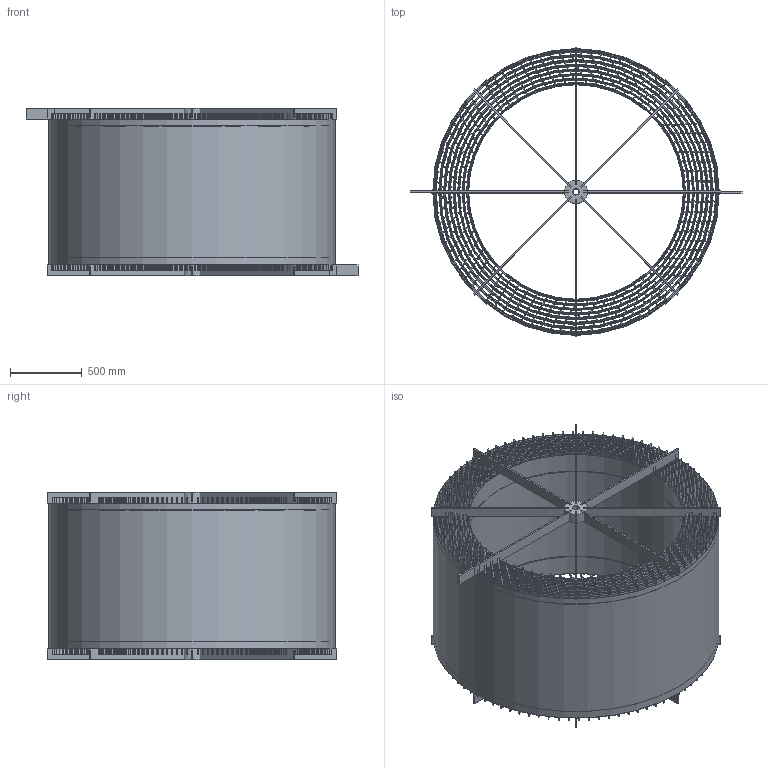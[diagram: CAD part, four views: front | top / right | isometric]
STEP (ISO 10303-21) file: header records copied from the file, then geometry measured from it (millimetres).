
FILE_DESCRIPTION(('FreeCAD Model'),'2;1');
FILE_NAME('Open CASCADE Shape Model','2022-12-21T11:40:54',(''),(''), 'Open CASCADE STEP processor 7.6','FreeCAD','Unknown');
FILE_SCHEMA(('AUTOMOTIVE_DESIGN { 1 0 10303 214 1 1 1 1 }'));
Length unit declared in the file: millimetre
Products named in the file (77): Reator 94; Fibra_interna_1; camada_1; camada_2; camada_3; camada_4; Fibra_externa_1; separador_0; Array; Fibra_interna_2; camada_5; camada_6; camada_7; Fibra_externa_2; separador_1; Array001; Fibra_interna_3; camada_8; camada_9; camada_10; Fibra_externa_3; separador_2; Array002; Fibra_interna_4; camada_11; camada_12; camada_13; Fibra_externa_4; separador_3; Array003; Fibra_interna_5; camada_14; camada_15; camada_16; Fibra_externa_5; separador_4; Array004; Fibra_interna_6; camada_17; camada_18 ...
Assembly tree (615 placements, depth 3):
  Reator 94
    Fibra_interna_1
    camada_1
    camada_2
    camada_3
    camada_4
    Fibra_externa_1
    separador_0
    Array
      separador_0  x68
    Fibra_interna_2
    camada_5
    camada_6
    camada_7
    Fibra_externa_2
    separador_1
    Array001
      separador_1  x71
    Fibra_interna_3
    camada_8
    camada_9
    camada_10
    Fibra_externa_3
    separador_2
    Array002
      separador_2  x74
    Fibra_interna_4
    camada_11
    camada_12
    camada_13
    Fibra_externa_4
    separador_3
    Array003
      separador_3  x77
    Fibra_interna_5
    camada_14
    camada_15
    camada_16
    Fibra_externa_5
    separador_4
    Array004
      separador_4  x80
    Fibra_interna_6
    camada_17
    camada_18
    camada_19
    Fibra_externa_6
    separador_5
    Array005
      separador_5  x83
    Fibra_interna_7
    camada_20
    camada_21
    camada_22
    Fibra_externa_7
    separador_6
    Array006
      separador_6  x86
    Fibra_interna_8
    camada_23
Bounding box: 2320.36 x 2021.62 x 1171.9 mm (x, y, z)
Volume: 596756107.4 mm3; surface area: 432511644.5 mm2
Topology: 608 solids, 608 shells, 3560 faces, 7032 edges, 4688 vertices
Faces by surface type: plane 3472, cylinder 88
Full cylindrical faces by diameter (mm): 44 x2, 162 x2, 1500 x1, 1504 x1, 1504.47 x1, 1510.546 x2, 1516.622 x2, 1522.698 x2, 1528.774 x1, 1529.244 x1, 1530.444 x1, 1568.544 x1, 1570.184 x1, 1570.708 x1, 1577.478 x2, 1584.249 x2, 1591.02 x1, 1591.543 x1, 1592.743 x1, 1630.843 x1, 1632.483 x1, 1633.007 x1, 1639.778 x2, 1646.548 x2, 1653.319 x1, 1653.842 x1, 1655.042 x1, 1693.142 x1, 1694.782 x1, 1695.366 x1
Entity records: 21520 total; most frequent: DIRECTION 3752, CARTESIAN_POINT 3010, LINE 1340, VECTOR 1340, ORIENTED_EDGE 1128, PCURVE 1128, DEFINITIONAL_REPRESENTATION 1128, AXIS2_PLACEMENT_3D 1118
